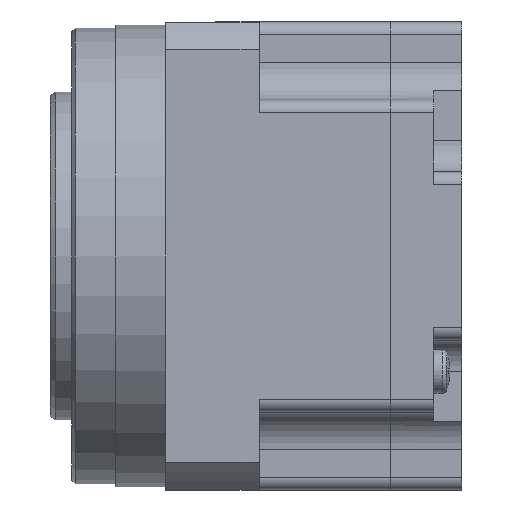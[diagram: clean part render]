
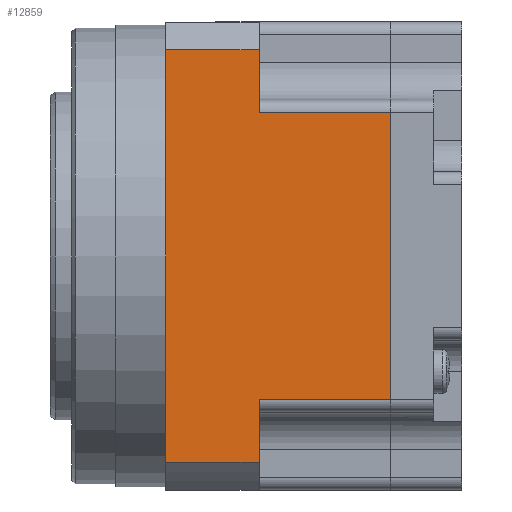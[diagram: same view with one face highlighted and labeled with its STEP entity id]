
A CAD part, front view. The second image highlights one B-rep face of the part: STEP entity #12859.
In plain terms, the highlighted planar face has unit normal (0, -1, 0).
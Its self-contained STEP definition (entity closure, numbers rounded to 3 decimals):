
#309 = CARTESIAN_POINT ( 'NONE',  ( 0., -37.5, 33.072 ) ) ;
#310 = VERTEX_POINT ( 'NONE', #309 ) ;
#592 = FACE_OUTER_BOUND ( 'NONE', #3753, .T. ) ;
#654 = LINE ( 'NONE', #2181, #9626 ) ;
#1317 = CARTESIAN_POINT ( 'NONE',  ( 0., -37.5, -33.072 ) ) ;
#1336 = EDGE_CURVE ( 'NONE', #5551, #4349, #12515, .T. ) ;
#1514 = ORIENTED_EDGE ( 'NONE', *, *, #8949, .T. ) ;
#1721 = EDGE_CURVE ( 'NONE', #9878, #5379, #10431, .T. ) ;
#1790 = VECTOR ( 'NONE', #6138, 1000. ) ;
#2019 = CARTESIAN_POINT ( 'NONE',  ( 0., -37.5, 23. ) ) ;
#2181 = CARTESIAN_POINT ( 'NONE',  ( 47.5, -37.5, -23. ) ) ;
#2368 = CARTESIAN_POINT ( 'NONE',  ( 36., -37.5, -23. ) ) ;
#2420 = VECTOR ( 'NONE', #9058, 1000. ) ;
#2862 = DIRECTION ( 'NONE',  ( 0., 0., 1. ) ) ;
#2959 = AXIS2_PLACEMENT_3D ( 'NONE', #4639, #11673, #5650 ) ;
#3193 = CARTESIAN_POINT ( 'NONE',  ( 0., -37.5, 0. ) ) ;
#3356 = CARTESIAN_POINT ( 'NONE',  ( 15., -37.5, 33.072 ) ) ;
#3753 = EDGE_LOOP ( 'NONE', ( #6605, #6370, #11468, #12749, #6028, #12105, #9120, #1514 ) ) ;
#4259 = VERTEX_POINT ( 'NONE', #5208 ) ;
#4349 = VERTEX_POINT ( 'NONE', #3356 ) ;
#4459 = VECTOR ( 'NONE', #2862, 1000. ) ;
#4639 = CARTESIAN_POINT ( 'NONE',  ( 0., -37.5, -33.072 ) ) ;
#4683 = VECTOR ( 'NONE', #11045, 1000. ) ;
#5026 = CARTESIAN_POINT ( 'NONE',  ( 36., -37.5, 0. ) ) ;
#5085 = CARTESIAN_POINT ( 'NONE',  ( 36., -37.5, 23. ) ) ;
#5208 = CARTESIAN_POINT ( 'NONE',  ( 0., -37.5, -33.072 ) ) ;
#5343 = CARTESIAN_POINT ( 'NONE',  ( 0., -37.5, 33.072 ) ) ;
#5379 = VERTEX_POINT ( 'NONE', #2368 ) ;
#5551 = VERTEX_POINT ( 'NONE', #12755 ) ;
#5650 = DIRECTION ( 'NONE',  ( 0., 0., -1. ) ) ;
#6028 = ORIENTED_EDGE ( 'NONE', *, *, #1336, .T. ) ;
#6138 = DIRECTION ( 'NONE',  ( 0., 0., 1. ) ) ;
#6188 = EDGE_CURVE ( 'NONE', #10028, #8144, #12493, .T. ) ;
#6370 = ORIENTED_EDGE ( 'NONE', *, *, #6517, .F. ) ;
#6517 = EDGE_CURVE ( 'NONE', #5379, #8144, #654, .T. ) ;
#6605 = ORIENTED_EDGE ( 'NONE', *, *, #6188, .T. ) ;
#7143 = CARTESIAN_POINT ( 'NONE',  ( 15., -37.5, -23. ) ) ;
#7355 = LINE ( 'NONE', #2019, #4683 ) ;
#7408 = LINE ( 'NONE', #3193, #10069 ) ;
#7845 = LINE ( 'NONE', #5343, #10505 ) ;
#8144 = VERTEX_POINT ( 'NONE', #7143 ) ;
#8351 = DIRECTION ( 'NONE',  ( 1., 0., 0. ) ) ;
#8949 = EDGE_CURVE ( 'NONE', #4259, #10028, #11768, .T. ) ;
#9058 = DIRECTION ( 'NONE',  ( 0., 0., -1. ) ) ;
#9120 = ORIENTED_EDGE ( 'NONE', *, *, #12016, .T. ) ;
#9201 = DIRECTION ( 'NONE',  ( -1., 0., 0. ) ) ;
#9217 = DIRECTION ( 'NONE',  ( 0., 0., -1. ) ) ;
#9374 = EDGE_CURVE ( 'NONE', #9878, #5551, #7355, .T. ) ;
#9626 = VECTOR ( 'NONE', #9201, 1000. ) ;
#9878 = VERTEX_POINT ( 'NONE', #5085 ) ;
#9897 = CARTESIAN_POINT ( 'NONE',  ( 15., -37.5, -33.072 ) ) ;
#10028 = VERTEX_POINT ( 'NONE', #10388 ) ;
#10069 = VECTOR ( 'NONE', #9217, 1000. ) ;
#10388 = CARTESIAN_POINT ( 'NONE',  ( 15., -37.5, -33.072 ) ) ;
#10431 = LINE ( 'NONE', #5026, #2420 ) ;
#10505 = VECTOR ( 'NONE', #11348, 1000. ) ;
#11045 = DIRECTION ( 'NONE',  ( -1., 0., 0. ) ) ;
#11348 = DIRECTION ( 'NONE',  ( -1., 0., 0. ) ) ;
#11468 = ORIENTED_EDGE ( 'NONE', *, *, #1721, .F. ) ;
#11673 = DIRECTION ( 'NONE',  ( 0., -1., 0. ) ) ;
#11768 = LINE ( 'NONE', #1317, #12089 ) ;
#11966 = CARTESIAN_POINT ( 'NONE',  ( 15., -37.5, -33.072 ) ) ;
#12016 = EDGE_CURVE ( 'NONE', #310, #4259, #7408, .T. ) ;
#12089 = VECTOR ( 'NONE', #8351, 1000. ) ;
#12105 = ORIENTED_EDGE ( 'NONE', *, *, #12683, .T. ) ;
#12493 = LINE ( 'NONE', #9897, #4459 ) ;
#12515 = LINE ( 'NONE', #11966, #1790 ) ;
#12653 = PLANE ( 'NONE',  #2959 ) ;
#12683 = EDGE_CURVE ( 'NONE', #4349, #310, #7845, .T. ) ;
#12749 = ORIENTED_EDGE ( 'NONE', *, *, #9374, .T. ) ;
#12755 = CARTESIAN_POINT ( 'NONE',  ( 15., -37.5, 23. ) ) ;
#12859 = ADVANCED_FACE ( 'NONE', ( #592 ), #12653, .T. ) ;
